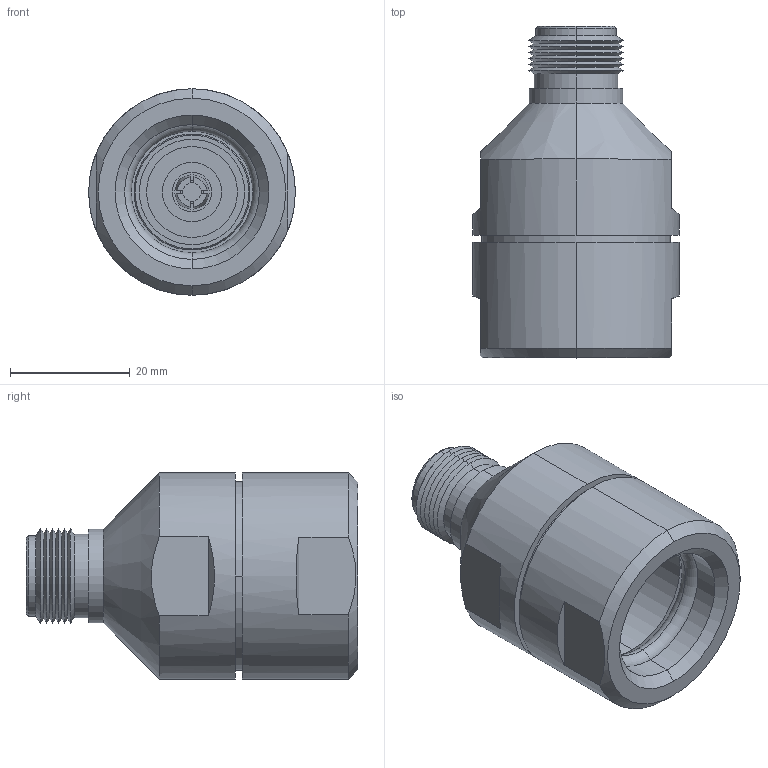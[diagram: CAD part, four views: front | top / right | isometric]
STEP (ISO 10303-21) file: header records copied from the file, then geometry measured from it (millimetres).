
FILE_DESCRIPTION (( 'STEP AP214' ), '1' );
FILE_NAME ('ANF-2906.STEP', '2012-10-10T16:03:39', ( 'x' ), ( '' ), 'SwSTEP 2.0', 'SolidWorks 2012', '' );
FILE_SCHEMA (( 'AUTOMOTIVE_DESIGN' ));
Length unit declared in the file: inch
Products named in the file (5): ANF-2906_UpperInsert; ANF-2906_UPPER; ANF-2906_LOWER; ANF-2906_LowerInsert; ANF-2906
Assembly tree (4 placements, depth 2):
  ANF-2906
    ANF-2906_LOWER
    ANF-2906_LowerInsert
    ANF-2906_UpperInsert
    ANF-2906_UPPER
Bounding box: 34.49 x 55.4 x 34.49 mm (x, y, z)
Volume: 24089.1 mm3; surface area: 19755.9 mm2
Topology: 6 solids, 6 shells, 232 faces, 498 edges, 289 vertices
Faces by surface type: cone 120, cylinder 56, plane 48, torus 8
Entity records: 9317 total; most frequent: DIRECTION 1210, CARTESIAN_POINT 1164, ORIENTED_EDGE 992, AXIS2_PLACEMENT_3D 499, EDGE_CURVE 496, VERTEX_POINT 289, CIRCLE 260, EDGE_LOOP 255
